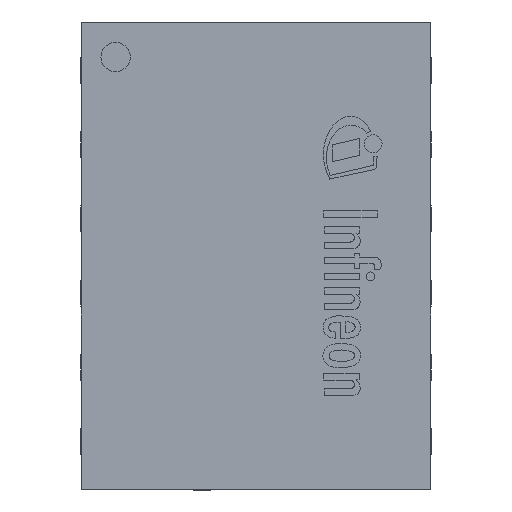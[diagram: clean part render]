
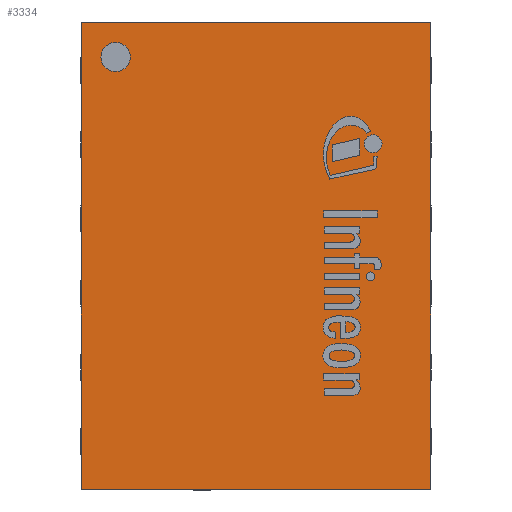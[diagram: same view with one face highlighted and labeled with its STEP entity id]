
A CAD part, top view. The second image highlights one B-rep face of the part: STEP entity #3334.
In plain terms, the highlighted planar face has unit normal (0, 0, 1).
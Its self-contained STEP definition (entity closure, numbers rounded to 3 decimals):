
#413=LINE('',#5669,#819);
#416=LINE('',#5675,#822);
#419=LINE('',#5681,#825);
#422=LINE('',#5685,#828);
#819=VECTOR('',#4278,1.);
#822=VECTOR('',#4283,1.);
#825=VECTOR('',#4288,1.);
#828=VECTOR('',#4293,1.);
#1080=PLANE('',#3531);
#1089=FACE_BOUND('',#1472,.T.);
#1276=FACE_OUTER_BOUND('',#1471,.T.);
#1471=EDGE_LOOP('',(#3138,#3139,#3140,#3141));
#1472=EDGE_LOOP('',(#3142));
#1482=CIRCLE('',#3525,0.25);
#1778=VERTEX_POINT('',#5660);
#1781=VERTEX_POINT('',#5666);
#1782=VERTEX_POINT('',#5668);
#1784=VERTEX_POINT('',#5674);
#1786=VERTEX_POINT('',#5680);
#2226=EDGE_CURVE('',#1778,#1778,#1482,.T.);
#2229=EDGE_CURVE('',#1782,#1781,#413,.T.);
#2232=EDGE_CURVE('',#1784,#1782,#416,.T.);
#2235=EDGE_CURVE('',#1786,#1784,#419,.T.);
#2238=EDGE_CURVE('',#1781,#1786,#422,.T.);
#3138=ORIENTED_EDGE('',*,*,#2238,.T.);
#3139=ORIENTED_EDGE('',*,*,#2235,.T.);
#3140=ORIENTED_EDGE('',*,*,#2232,.T.);
#3141=ORIENTED_EDGE('',*,*,#2229,.T.);
#3142=ORIENTED_EDGE('',*,*,#2226,.T.);
#3334=ADVANCED_FACE('',(#1276,#1089),#1080,.T.);
#3525=AXIS2_PLACEMENT_3D('',#5661,#4272,#4273);
#3531=AXIS2_PLACEMENT_3D('',#5687,#4296,#4297);
#4272=DIRECTION('center_axis',(0.,0.,-1.));
#4273=DIRECTION('ref_axis',(0.,1.,0.));
#4278=DIRECTION('',(1.,0.,0.));
#4283=DIRECTION('',(0.,-1.,0.));
#4288=DIRECTION('',(-1.,0.,0.));
#4293=DIRECTION('',(0.,1.,0.));
#4296=DIRECTION('center_axis',(0.,0.,1.));
#4297=DIRECTION('ref_axis',(0.,-1.,0.));
#5660=CARTESIAN_POINT('',(-2.4,3.65,1.1));
#5661=CARTESIAN_POINT('Origin',(-2.4,3.4,1.1));
#5666=CARTESIAN_POINT('',(2.99,-3.99,1.1));
#5668=CARTESIAN_POINT('',(-2.99,-3.99,1.1));
#5669=CARTESIAN_POINT('',(2.99,-3.99,1.1));
#5674=CARTESIAN_POINT('',(-2.99,3.99,1.1));
#5675=CARTESIAN_POINT('',(-2.99,-3.99,1.1));
#5680=CARTESIAN_POINT('',(2.99,3.99,1.1));
#5681=CARTESIAN_POINT('',(-2.99,3.99,1.1));
#5685=CARTESIAN_POINT('',(2.99,3.99,1.1));
#5687=CARTESIAN_POINT('Origin',(0.,0.,1.1));
